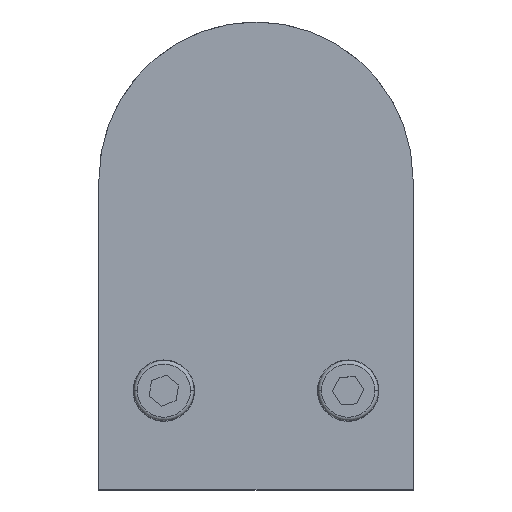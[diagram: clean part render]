
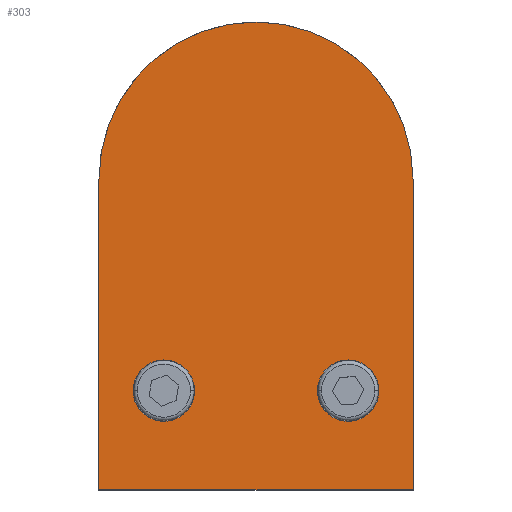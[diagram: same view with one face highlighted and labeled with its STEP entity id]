
A CAD part, top view. The second image highlights one B-rep face of the part: STEP entity #303.
In plain terms, the highlighted planar face has unit normal (0, 0, 1).
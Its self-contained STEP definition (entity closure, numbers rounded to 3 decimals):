
#29 = CARTESIAN_POINT ( 'NONE',  ( 23., 11.496, 14.25 ) ) ;
#46 = VECTOR ( 'NONE', #1434, 1000. ) ;
#64 = VERTEX_POINT ( 'NONE', #29 ) ;
#80 = ORIENTED_EDGE ( 'NONE', *, *, #1401, .F. ) ;
#84 = VERTEX_POINT ( 'NONE', #956 ) ;
#120 = EDGE_LOOP ( 'NONE', ( #482, #80 ) ) ;
#122 = CARTESIAN_POINT ( 'NONE',  ( 13.5, 26., 14.25 ) ) ;
#164 = ORIENTED_EDGE ( 'NONE', *, *, #579, .F. ) ;
#169 = CARTESIAN_POINT ( 'NONE',  ( 45.1, 11.496, 14.25 ) ) ;
#292 = EDGE_LOOP ( 'NONE', ( #1019, #164 ) ) ;
#303 = ADVANCED_FACE ( 'NONE', ( #1559, #999, #582 ), #2165, .T. ) ;
#304 = EDGE_CURVE ( 'NONE', #2551, #2296, #2118, .T. ) ;
#339 = DIRECTION ( 'NONE',  ( 1., 0., 0. ) ) ;
#357 = DIRECTION ( 'NONE',  ( 0., 0., 1. ) ) ;
#375 = EDGE_CURVE ( 'NONE', #771, #2037, #1631, .T. ) ;
#410 = DIRECTION ( 'NONE',  ( 1., 0., 0. ) ) ;
#482 = ORIENTED_EDGE ( 'NONE', *, *, #304, .F. ) ;
#568 = AXIS2_PLACEMENT_3D ( 'NONE', #683, #2056, #2072 ) ;
#579 = EDGE_CURVE ( 'NONE', #1398, #84, #2427, .T. ) ;
#582 = FACE_OUTER_BOUND ( 'NONE', #1445, .T. ) ;
#642 = AXIS2_PLACEMENT_3D ( 'NONE', #800, #357, #1170 ) ;
#648 = CARTESIAN_POINT ( 'NONE',  ( 23., 0., 14.25 ) ) ;
#656 = CARTESIAN_POINT ( 'NONE',  ( 9., 26., 14.25 ) ) ;
#683 = CARTESIAN_POINT ( 'NONE',  ( 13.5, 26., 14.25 ) ) ;
#708 = CIRCLE ( 'NONE', #1094, 23. ) ;
#728 = EDGE_CURVE ( 'NONE', #84, #1398, #2303, .T. ) ;
#737 = ORIENTED_EDGE ( 'NONE', *, *, #375, .T. ) ;
#771 = VERTEX_POINT ( 'NONE', #1501 ) ;
#773 = AXIS2_PLACEMENT_3D ( 'NONE', #122, #2556, #339 ) ;
#800 = CARTESIAN_POINT ( 'NONE',  ( -13.5, 26., 14.25 ) ) ;
#839 = CARTESIAN_POINT ( 'NONE',  ( -23., 11.496, 14.25 ) ) ;
#859 = DIRECTION ( 'NONE',  ( 0., 0., 1. ) ) ;
#915 = CIRCLE ( 'NONE', #1259, 4.5 ) ;
#928 = ORIENTED_EDGE ( 'NONE', *, *, #1575, .F. ) ;
#947 = DIRECTION ( 'NONE',  ( 0., 0., 1. ) ) ;
#956 = CARTESIAN_POINT ( 'NONE',  ( 18., 26., 14.25 ) ) ;
#962 = CARTESIAN_POINT ( 'NONE',  ( 23., 57., 14.25 ) ) ;
#975 = CARTESIAN_POINT ( 'NONE',  ( -23., 0., 14.25 ) ) ;
#980 = ORIENTED_EDGE ( 'NONE', *, *, #2157, .T. ) ;
#996 = ORIENTED_EDGE ( 'NONE', *, *, #2379, .T. ) ;
#999 = FACE_BOUND ( 'NONE', #292, .T. ) ;
#1019 = ORIENTED_EDGE ( 'NONE', *, *, #728, .F. ) ;
#1075 = CARTESIAN_POINT ( 'NONE',  ( -13.5, 26., 14.25 ) ) ;
#1089 = VECTOR ( 'NONE', #1955, 1000. ) ;
#1094 = AXIS2_PLACEMENT_3D ( 'NONE', #1531, #947, #1154 ) ;
#1154 = DIRECTION ( 'NONE',  ( 1., 0., 0. ) ) ;
#1158 = LINE ( 'NONE', #169, #1089 ) ;
#1170 = DIRECTION ( 'NONE',  ( 1., 0., 0. ) ) ;
#1232 = VERTEX_POINT ( 'NONE', #962 ) ;
#1259 = AXIS2_PLACEMENT_3D ( 'NONE', #1075, #859, #2270 ) ;
#1398 = VERTEX_POINT ( 'NONE', #656 ) ;
#1401 = EDGE_CURVE ( 'NONE', #2296, #2551, #915, .T. ) ;
#1434 = DIRECTION ( 'NONE',  ( 0., -1., 0. ) ) ;
#1445 = EDGE_LOOP ( 'NONE', ( #928, #980, #996, #737 ) ) ;
#1462 = DIRECTION ( 'NONE',  ( 0., 1., 0. ) ) ;
#1501 = CARTESIAN_POINT ( 'NONE',  ( -23., 57., 14.25 ) ) ;
#1531 = CARTESIAN_POINT ( 'NONE',  ( 0., 57., 14.25 ) ) ;
#1559 = FACE_BOUND ( 'NONE', #120, .T. ) ;
#1575 = EDGE_CURVE ( 'NONE', #64, #2037, #1158, .T. ) ;
#1631 = LINE ( 'NONE', #975, #46 ) ;
#1714 = CARTESIAN_POINT ( 'NONE',  ( -18., 26., 14.25 ) ) ;
#1955 = DIRECTION ( 'NONE',  ( -1., 0., 0. ) ) ;
#2037 = VERTEX_POINT ( 'NONE', #839 ) ;
#2056 = DIRECTION ( 'NONE',  ( 0., 0., 1. ) ) ;
#2072 = DIRECTION ( 'NONE',  ( 1., 0., 0. ) ) ;
#2118 = CIRCLE ( 'NONE', #642, 4.5 ) ;
#2157 = EDGE_CURVE ( 'NONE', #64, #1232, #2471, .T. ) ;
#2165 = PLANE ( 'NONE',  #2288 ) ;
#2193 = CARTESIAN_POINT ( 'NONE',  ( 0., 57., 14.25 ) ) ;
#2244 = CARTESIAN_POINT ( 'NONE',  ( -9., 26., 14.25 ) ) ;
#2270 = DIRECTION ( 'NONE',  ( 1., 0., 0. ) ) ;
#2288 = AXIS2_PLACEMENT_3D ( 'NONE', #2193, #2618, #410 ) ;
#2296 = VERTEX_POINT ( 'NONE', #1714 ) ;
#2303 = CIRCLE ( 'NONE', #568, 4.5 ) ;
#2379 = EDGE_CURVE ( 'NONE', #1232, #771, #708, .T. ) ;
#2403 = VECTOR ( 'NONE', #1462, 1000. ) ;
#2427 = CIRCLE ( 'NONE', #773, 4.5 ) ;
#2471 = LINE ( 'NONE', #648, #2403 ) ;
#2551 = VERTEX_POINT ( 'NONE', #2244 ) ;
#2556 = DIRECTION ( 'NONE',  ( 0., 0., 1. ) ) ;
#2618 = DIRECTION ( 'NONE',  ( 0., 0., 1. ) ) ;
